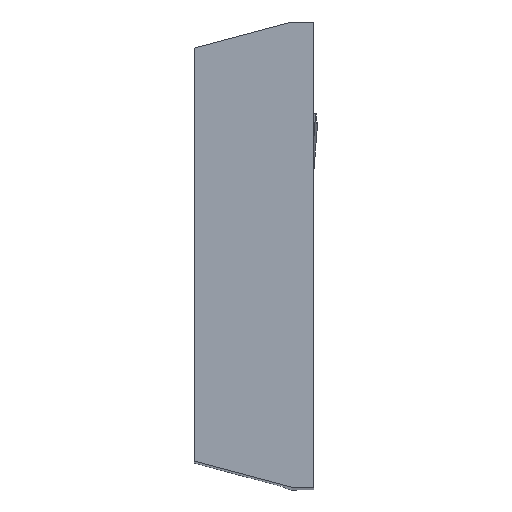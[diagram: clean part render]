
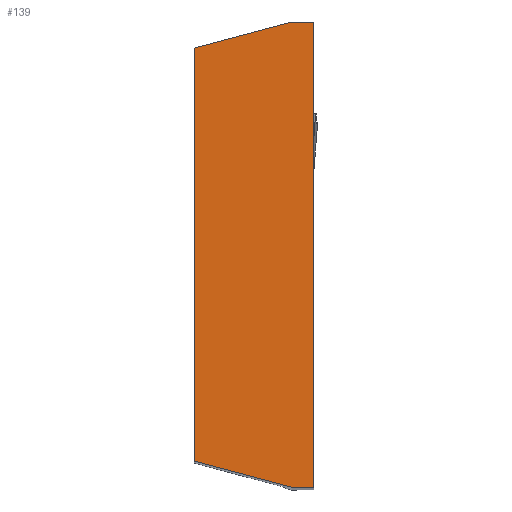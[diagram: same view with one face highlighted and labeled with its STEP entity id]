
A CAD part, top view. The second image highlights one B-rep face of the part: STEP entity #139.
In plain terms, the highlighted planar face has unit normal (0, 0, 1).
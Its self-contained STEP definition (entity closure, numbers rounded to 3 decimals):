
#139=ADVANCED_FACE('CU_SU_BACK',(#249),#210,.F.);
#210=PLANE('',#1595);
#249=FACE_OUTER_BOUND('',#322,.T.);
#322=EDGE_LOOP('',(#762,#763,#764,#765,#766,#767));
#441=LINE('',#2116,#565);
#474=LINE('',#2250,#598);
#475=LINE('',#2252,#599);
#476=LINE('',#2254,#600);
#477=LINE('',#2255,#601);
#478=LINE('',#2257,#602);
#565=VECTOR('',#1711,1.);
#598=VECTOR('',#1794,1.);
#599=VECTOR('',#1797,1.);
#600=VECTOR('',#1798,1.);
#601=VECTOR('',#1799,1.);
#602=VECTOR('',#1800,1.);
#762=ORIENTED_EDGE('',*,*,#1303,.T.);
#763=ORIENTED_EDGE('',*,*,#1304,.T.);
#764=ORIENTED_EDGE('',*,*,#1302,.F.);
#765=ORIENTED_EDGE('',*,*,#1305,.F.);
#766=ORIENTED_EDGE('',*,*,#1306,.F.);
#767=ORIENTED_EDGE('',*,*,#1245,.F.);
#1109=VERTEX_POINT('',#2115);
#1110=VERTEX_POINT('',#2117);
#1160=VERTEX_POINT('',#2247);
#1161=VERTEX_POINT('',#2249);
#1162=VERTEX_POINT('',#2253);
#1163=VERTEX_POINT('',#2256);
#1245=EDGE_CURVE('',#1109,#1110,#441,.T.);
#1302=EDGE_CURVE('',#1161,#1160,#474,.T.);
#1303=EDGE_CURVE('',#1109,#1162,#475,.T.);
#1304=EDGE_CURVE('',#1162,#1160,#476,.T.);
#1305=EDGE_CURVE('',#1163,#1161,#477,.T.);
#1306=EDGE_CURVE('',#1110,#1163,#478,.T.);
#1595=AXIS2_PLACEMENT_3D('',#2258,#1801,#1802);
#1711=DIRECTION('',(0.,-1.,0.));
#1794=DIRECTION('',(0.,1.,0.));
#1797=DIRECTION('',(-1.,0.,0.));
#1798=DIRECTION('',(-0.966,-0.259,0.));
#1799=DIRECTION('',(-0.966,0.259,0.));
#1800=DIRECTION('',(-1.,0.,0.));
#1801=DIRECTION('',(0.,0.,-1.));
#1802=DIRECTION('',(-1.,0.,0.));
#2115=CARTESIAN_POINT('',(0.,31.498,0.));
#2116=CARTESIAN_POINT('',(0.,-8.,0.));
#2117=CARTESIAN_POINT('',(0.,0.402,0.));
#2247=CARTESIAN_POINT('',(-8.,29.756,0.));
#2249=CARTESIAN_POINT('',(-8.,2.144,0.));
#2250=CARTESIAN_POINT('',(-8.,39.9,0.));
#2252=CARTESIAN_POINT('',(0.,31.498,0.));
#2253=CARTESIAN_POINT('',(-1.5,31.498,0.));
#2254=CARTESIAN_POINT('',(-1.5,31.498,0.));
#2255=CARTESIAN_POINT('',(-1.5,0.402,0.));
#2256=CARTESIAN_POINT('',(-1.5,0.402,0.));
#2257=CARTESIAN_POINT('',(0.,0.402,0.));
#2258=CARTESIAN_POINT('',(0.,0.,0.));
